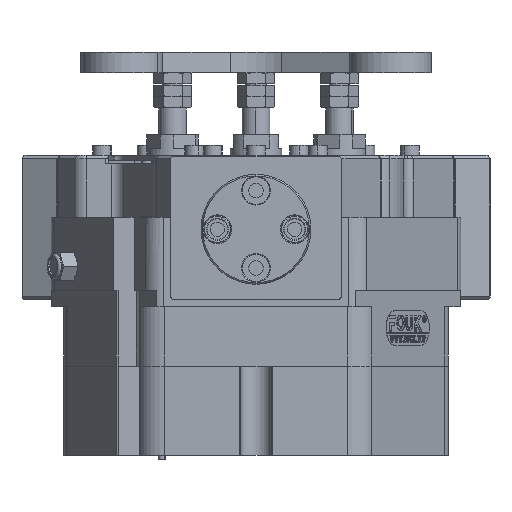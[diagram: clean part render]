
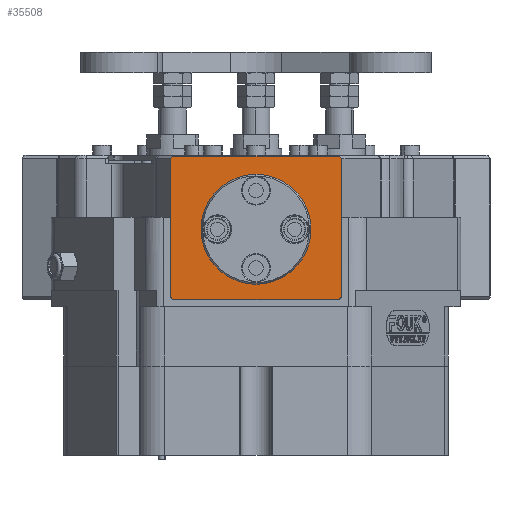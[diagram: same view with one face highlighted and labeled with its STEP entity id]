
A CAD part, left-side view. The second image highlights one B-rep face of the part: STEP entity #35508.
In plain terms, the highlighted face is planar.
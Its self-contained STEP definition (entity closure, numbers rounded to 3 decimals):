
#306 = EDGE_CURVE ( 'NONE', #26594, #5484, #28243, .T. ) ;
#728 = EDGE_CURVE ( 'NONE', #7801, #26594, #31143, .T. ) ;
#1623 = CARTESIAN_POINT ( 'NONE',  ( -24., -21., 12. ) ) ;
#2214 = CARTESIAN_POINT ( 'NONE',  ( 24.2, -20.8, 12. ) ) ;
#3741 = CARTESIAN_POINT ( 'NONE',  ( 25., -20., 12. ) ) ;
#4310 = CARTESIAN_POINT ( 'NONE',  ( 0., -20.8, 12. ) ) ;
#4448 = CARTESIAN_POINT ( 'NONE',  ( -25., 20., 12. ) ) ;
#4507 = CARTESIAN_POINT ( 'NONE',  ( -24.8, 0., 12. ) ) ;
#4767 = VERTEX_POINT ( 'NONE', #19658 ) ;
#4787 = DIRECTION ( 'NONE',  ( 0., -1., 0. ) ) ;
#5424 = CARTESIAN_POINT ( 'NONE',  ( 0., 0., 12. ) ) ;
#5484 = VERTEX_POINT ( 'NONE', #12155 ) ;
#5617 = AXIS2_PLACEMENT_3D ( 'NONE', #5424, #8496, #4787 ) ;
#5904 = EDGE_CURVE ( 'NONE', #46740, #4767, #26989, .T. ) ;
#5956 = ORIENTED_EDGE ( 'NONE', *, *, #8899, .T. ) ;
#6234 = VERTEX_POINT ( 'NONE', #9672 ) ;
#7801 = VERTEX_POINT ( 'NONE', #20865 ) ;
#8496 = DIRECTION ( 'NONE',  ( 0., 0., -1. ) ) ;
#8899 = EDGE_CURVE ( 'NONE', #5484, #41523, #26150, .T. ) ;
#8956 = LINE ( 'NONE', #18972, #35985 ) ;
#8981 = PLANE ( 'NONE',  #5617 ) ;
#9672 = CARTESIAN_POINT ( 'NONE',  ( 16., -0.5, 12. ) ) ;
#10877 = VECTOR ( 'NONE', #25930, 1000. ) ;
#11406 = ORIENTED_EDGE ( 'NONE', *, *, #5904, .T. ) ;
#11467 = DIRECTION ( 'NONE',  ( 0., 1., 0. ) ) ;
#12093 = LINE ( 'NONE', #40308, #27682 ) ;
#12155 = CARTESIAN_POINT ( 'NONE',  ( -24.8, -20.2, 12. ) ) ;
#12168 = DIRECTION ( 'NONE',  ( 1., 0., 0. ) ) ;
#12219 = DIRECTION ( 'NONE',  ( 0., -1., 0. ) ) ;
#13832 = LINE ( 'NONE', #31643, #39219 ) ;
#13836 = DIRECTION ( 'NONE',  ( 0.707, -0.707, 0. ) ) ;
#15078 = DIRECTION ( 'NONE',  ( 1., 0., 0. ) ) ;
#15628 = EDGE_CURVE ( 'NONE', #25873, #6234, #46714, .T. ) ;
#15847 = ORIENTED_EDGE ( 'NONE', *, *, #15628, .F. ) ;
#15951 = FACE_BOUND ( 'NONE', #17243, .T. ) ;
#16576 = AXIS2_PLACEMENT_3D ( 'NONE', #37444, #37771, #12168 ) ;
#16815 = EDGE_CURVE ( 'NONE', #4767, #43860, #12093, .T. ) ;
#16928 = CIRCLE ( 'NONE', #16576, 16. ) ;
#17217 = CARTESIAN_POINT ( 'NONE',  ( -24.8, 20.2, 12. ) ) ;
#17243 = EDGE_LOOP ( 'NONE', ( #20253, #15847 ) ) ;
#17297 = ORIENTED_EDGE ( 'NONE', *, *, #728, .T. ) ;
#17956 = CARTESIAN_POINT ( 'NONE',  ( 24.8, 20.2, 12. ) ) ;
#18972 = CARTESIAN_POINT ( 'NONE',  ( 24., 21., 12. ) ) ;
#19658 = CARTESIAN_POINT ( 'NONE',  ( 24.8, -20.2, 12. ) ) ;
#20253 = ORIENTED_EDGE ( 'NONE', *, *, #42438, .F. ) ;
#20865 = CARTESIAN_POINT ( 'NONE',  ( -24.2, 20.8, 12. ) ) ;
#20983 = VECTOR ( 'NONE', #13836, 1000. ) ;
#21340 = VECTOR ( 'NONE', #44990, 1000. ) ;
#21697 = EDGE_CURVE ( 'NONE', #41523, #46740, #37372, .T. ) ;
#21878 = DIRECTION ( 'NONE',  ( 0., 0., 1. ) ) ;
#23091 = VECTOR ( 'NONE', #12219, 1000. ) ;
#23578 = EDGE_CURVE ( 'NONE', #43860, #45653, #8956, .T. ) ;
#25873 = VERTEX_POINT ( 'NONE', #27583 ) ;
#25930 = DIRECTION ( 'NONE',  ( 0.707, 0.707, 0. ) ) ;
#26150 = LINE ( 'NONE', #1623, #20983 ) ;
#26594 = VERTEX_POINT ( 'NONE', #17217 ) ;
#26989 = LINE ( 'NONE', #3741, #10877 ) ;
#27583 = CARTESIAN_POINT ( 'NONE',  ( -16., -0.5, 12. ) ) ;
#27682 = VECTOR ( 'NONE', #11467, 1000. ) ;
#28243 = LINE ( 'NONE', #4507, #23091 ) ;
#28246 = EDGE_LOOP ( 'NONE', ( #11406, #39716, #40109, #37202, #17297, #28342, #5956, #37967 ) ) ;
#28342 = ORIENTED_EDGE ( 'NONE', *, *, #306, .T. ) ;
#28876 = CARTESIAN_POINT ( 'NONE',  ( 24.2, 20.8, 12. ) ) ;
#31143 = LINE ( 'NONE', #4448, #21340 ) ;
#31643 = CARTESIAN_POINT ( 'NONE',  ( 0., 20.8, 12. ) ) ;
#31961 = VECTOR ( 'NONE', #15078, 1000. ) ;
#33161 = DIRECTION ( 'NONE',  ( 1., 0., 0. ) ) ;
#35508 = ADVANCED_FACE ( 'NONE', ( #35537, #15951 ), #8981, .F. ) ;
#35537 = FACE_OUTER_BOUND ( 'NONE', #28246, .T. ) ;
#35985 = VECTOR ( 'NONE', #45051, 1000. ) ;
#37202 = ORIENTED_EDGE ( 'NONE', *, *, #45641, .T. ) ;
#37372 = LINE ( 'NONE', #4310, #31961 ) ;
#37444 = CARTESIAN_POINT ( 'NONE',  ( 0., -0.5, 12. ) ) ;
#37771 = DIRECTION ( 'NONE',  ( 0., 0., 1. ) ) ;
#37967 = ORIENTED_EDGE ( 'NONE', *, *, #21697, .T. ) ;
#39219 = VECTOR ( 'NONE', #46449, 1000. ) ;
#39716 = ORIENTED_EDGE ( 'NONE', *, *, #16815, .T. ) ;
#40109 = ORIENTED_EDGE ( 'NONE', *, *, #23578, .T. ) ;
#40308 = CARTESIAN_POINT ( 'NONE',  ( 24.8, 0., 12. ) ) ;
#41523 = VERTEX_POINT ( 'NONE', #46810 ) ;
#42438 = EDGE_CURVE ( 'NONE', #6234, #25873, #16928, .T. ) ;
#43860 = VERTEX_POINT ( 'NONE', #17956 ) ;
#44100 = CARTESIAN_POINT ( 'NONE',  ( 0., -0.5, 12. ) ) ;
#44990 = DIRECTION ( 'NONE',  ( -0.707, -0.707, 0. ) ) ;
#45051 = DIRECTION ( 'NONE',  ( -0.707, 0.707, 0. ) ) ;
#45641 = EDGE_CURVE ( 'NONE', #45653, #7801, #13832, .T. ) ;
#45653 = VERTEX_POINT ( 'NONE', #28876 ) ;
#46135 = AXIS2_PLACEMENT_3D ( 'NONE', #44100, #21878, #33161 ) ;
#46449 = DIRECTION ( 'NONE',  ( -1., 0., 0. ) ) ;
#46714 = CIRCLE ( 'NONE', #46135, 16. ) ;
#46740 = VERTEX_POINT ( 'NONE', #2214 ) ;
#46810 = CARTESIAN_POINT ( 'NONE',  ( -24.2, -20.8, 12. ) ) ;
